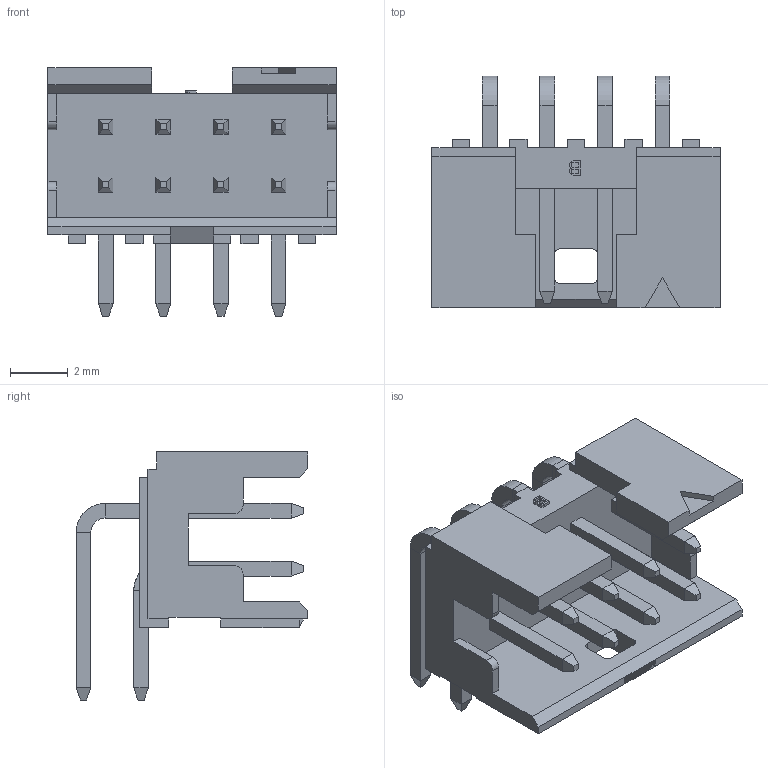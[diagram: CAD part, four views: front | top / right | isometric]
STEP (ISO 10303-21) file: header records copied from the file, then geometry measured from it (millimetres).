
FILE_DESCRIPTION(('FreeCAD Model'),'2;1');
FILE_NAME('98464-Y61-08_SW0001.step', '2017-01-30T10:26:03',('kicad StepUp'),('ksu MCAD'), 'Open CASCADE STEP processor 6.8','FreeCAD','Unknown');
FILE_SCHEMA(('AUTOMOTIVE_DESIGN_CC2 { 1 2 10303 214 -1 1 5 4 }'));
Length unit declared in the file: millimetre
Products named in the file (1): 98464-Y61-08_SW0001
Bounding box: 10 x 8.04 x 8.62 mm (x, y, z)
Volume: 152.6 mm3; surface area: 538.6 mm2
Topology: 1 solids, 1 shells, 373 faces, 995 edges, 622 vertices
Faces by surface type: plane 353, cylinder 20
Entity records: 11298 total; most frequent: CARTESIAN_POINT 1991, ORIENTED_EDGE 1990, DIRECTION 1787, EDGE_CURVE 995, LINE 951, VECTOR 951, VERTEX_POINT 622, AXIS2_PLACEMENT_3D 418
